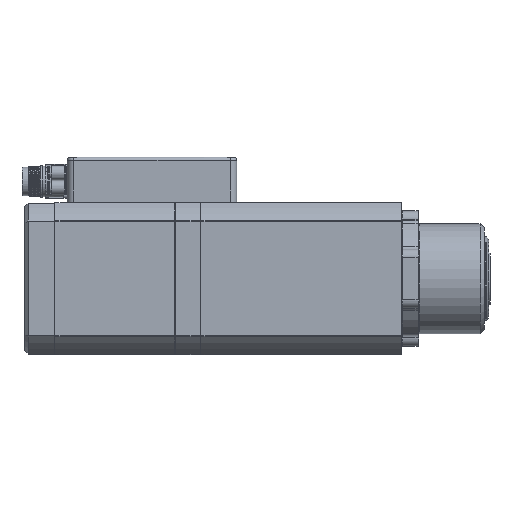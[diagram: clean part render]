
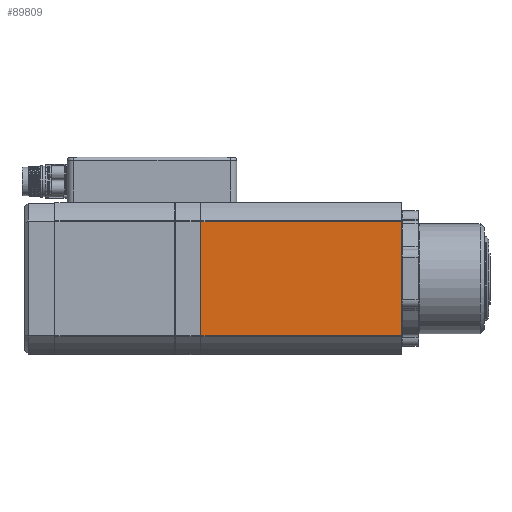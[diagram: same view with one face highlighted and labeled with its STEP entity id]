
A CAD part, left-side view. The second image highlights one B-rep face of the part: STEP entity #89809.
In plain terms, the highlighted planar face has unit normal (-1, 0, 0).
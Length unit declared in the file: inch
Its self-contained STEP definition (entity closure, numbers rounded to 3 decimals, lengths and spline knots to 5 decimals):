
#1506 = DIRECTION ( 'NONE',  ( 0., -1., 0. ) ) ;
#14833 = DIRECTION ( 'NONE',  ( 0., 0., -1. ) ) ;
#16645 = PLANE ( 'NONE',  #115515 ) ;
#16802 = CARTESIAN_POINT ( 'NONE',  ( -2., 2.6175, -1.68866 ) ) ;
#17342 = LINE ( 'NONE', #63495, #59348 ) ;
#18524 = VERTEX_POINT ( 'NONE', #16802 ) ;
#19151 = LINE ( 'NONE', #55622, #101544 ) ;
#21018 = EDGE_LOOP ( 'NONE', ( #117908, #100478, #114819, #77643 ) ) ;
#22402 = VERTEX_POINT ( 'NONE', #43148 ) ;
#24226 = EDGE_CURVE ( 'NONE', #18524, #22402, #47557, .T. ) ;
#35179 = EDGE_CURVE ( 'NONE', #56252, #43942, #98986, .T. ) ;
#36253 = VECTOR ( 'NONE', #103311, 39.37008 ) ;
#36634 = CARTESIAN_POINT ( 'NONE',  ( -2., 2.6175, -1.68866 ) ) ;
#43148 = CARTESIAN_POINT ( 'NONE',  ( -2., 2.6175, 1.68866 ) ) ;
#43942 = VERTEX_POINT ( 'NONE', #112121 ) ;
#47557 = LINE ( 'NONE', #36634, #36253 ) ;
#55622 = CARTESIAN_POINT ( 'NONE',  ( -2., 8.535, 1.68866 ) ) ;
#56252 = VERTEX_POINT ( 'NONE', #104687 ) ;
#59348 = VECTOR ( 'NONE', #118050, 39.37008 ) ;
#62621 = DIRECTION ( 'NONE',  ( 0., 0., -1. ) ) ;
#63495 = CARTESIAN_POINT ( 'NONE',  ( -2., 8.535, -1.68866 ) ) ;
#67202 = EDGE_CURVE ( 'NONE', #43942, #18524, #17342, .T. ) ;
#72296 = CARTESIAN_POINT ( 'NONE',  ( -2., 8.535, 1.68866 ) ) ;
#77643 = ORIENTED_EDGE ( 'NONE', *, *, #35179, .T. ) ;
#82672 = VECTOR ( 'NONE', #62621, 39.37008 ) ;
#86887 = EDGE_CURVE ( 'NONE', #56252, #22402, #19151, .T. ) ;
#89454 = DIRECTION ( 'NONE',  ( 1., 0., 0. ) ) ;
#89809 = ADVANCED_FACE ( 'NONE', ( #98568 ), #16645, .F. ) ;
#98568 = FACE_OUTER_BOUND ( 'NONE', #21018, .T. ) ;
#98986 = LINE ( 'NONE', #72296, #82672 ) ;
#100478 = ORIENTED_EDGE ( 'NONE', *, *, #24226, .T. ) ;
#101544 = VECTOR ( 'NONE', #1506, 39.37008 ) ;
#103311 = DIRECTION ( 'NONE',  ( 0., 0., 1. ) ) ;
#104687 = CARTESIAN_POINT ( 'NONE',  ( -2., 8.535, 1.68866 ) ) ;
#112121 = CARTESIAN_POINT ( 'NONE',  ( -2., 8.535, -1.68866 ) ) ;
#114819 = ORIENTED_EDGE ( 'NONE', *, *, #86887, .F. ) ;
#115515 = AXIS2_PLACEMENT_3D ( 'NONE', #118506, #89454, #14833 ) ;
#117908 = ORIENTED_EDGE ( 'NONE', *, *, #67202, .T. ) ;
#118050 = DIRECTION ( 'NONE',  ( 0., -1., 0. ) ) ;
#118506 = CARTESIAN_POINT ( 'NONE',  ( -2., 12.1075, -1.68866 ) ) ;
